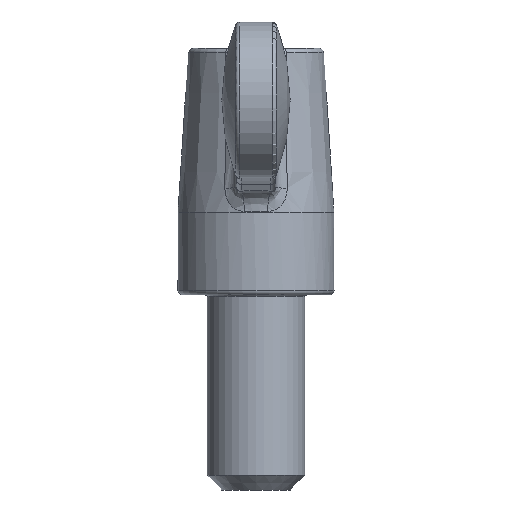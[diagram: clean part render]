
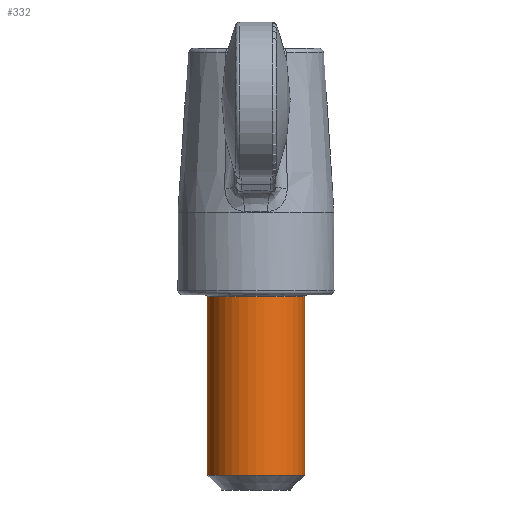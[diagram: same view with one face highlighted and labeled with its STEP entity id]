
A CAD part, left-side view. The second image highlights one B-rep face of the part: STEP entity #332.
In plain terms, the highlighted cylindrical face has radius 5 mm (diameter 10 mm), a full revolution.
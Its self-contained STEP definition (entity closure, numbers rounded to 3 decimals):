
#332 = ADVANCED_FACE( '', ( #711, #712 ), #713, .T. );
#711 = FACE_OUTER_BOUND( '', #3505, .T. );
#712 = FACE_OUTER_BOUND( '', #3506, .T. );
#713 = CYLINDRICAL_SURFACE( '', #3507, 5. );
#3505 = EDGE_LOOP( '', ( #5503 ) );
#3506 = EDGE_LOOP( '', ( #5504 ) );
#3507 = AXIS2_PLACEMENT_3D( '', #5505, #5506, #5507 );
#5503 = ORIENTED_EDGE( '', *, *, #5934, .T. );
#5504 = ORIENTED_EDGE( '', *, *, #5976, .T. );
#5505 = CARTESIAN_POINT( '', ( 0., 0., -97. ) );
#5506 = DIRECTION( '', ( 0., 0., -1. ) );
#5507 = DIRECTION( '', ( 1., 0., 0. ) );
#5934 = EDGE_CURVE( '', #6437, #6437, #6438, .F. );
#5976 = EDGE_CURVE( '', #6492, #6492, #6493, .T. );
#6437 = VERTEX_POINT( '', #8051 );
#6438 = CIRCLE( '', #8052, 5. );
#6492 = VERTEX_POINT( '', #8205 );
#6493 = CIRCLE( '', #8206, 5. );
#8051 = CARTESIAN_POINT( '', ( 5., 0., -20.2 ) );
#8052 = AXIS2_PLACEMENT_3D( '', #9175, #9176, #9177 );
#8205 = CARTESIAN_POINT( '', ( 5., 0., -38.5 ) );
#8206 = AXIS2_PLACEMENT_3D( '', #9223, #9224, #9225 );
#9175 = CARTESIAN_POINT( '', ( 0., 0., -20.2 ) );
#9176 = DIRECTION( '', ( 0., 0., 1. ) );
#9177 = DIRECTION( '', ( 1., 0., 0. ) );
#9223 = CARTESIAN_POINT( '', ( 0., 0., -38.5 ) );
#9224 = DIRECTION( '', ( 0., 0., 1. ) );
#9225 = DIRECTION( '', ( 1., 0., 0. ) );
